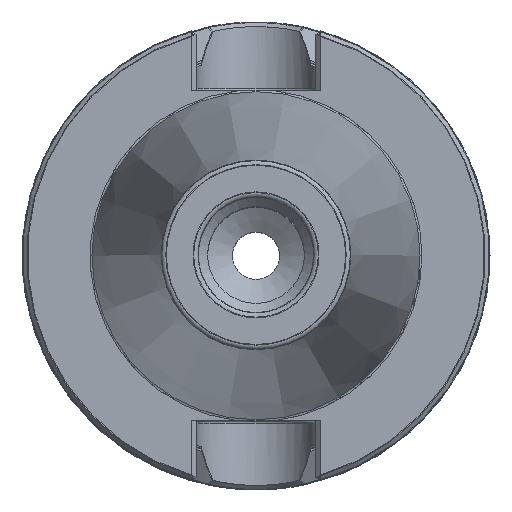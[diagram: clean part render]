
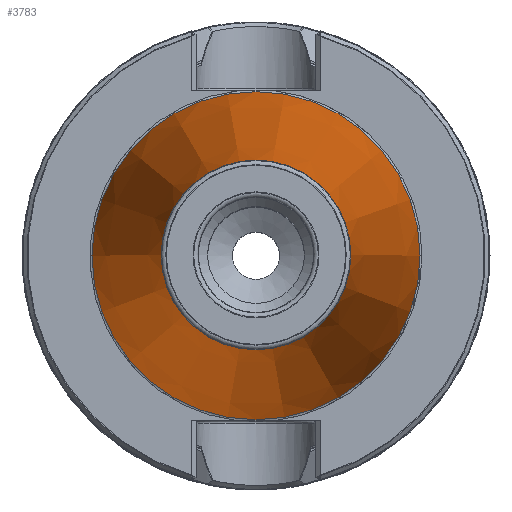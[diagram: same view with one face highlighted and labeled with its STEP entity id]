
A CAD part, top view. The second image highlights one B-rep face of the part: STEP entity #3783.
In plain terms, the highlighted conical face has half-angle 8.297 degrees and reference radius 35.075 mm.
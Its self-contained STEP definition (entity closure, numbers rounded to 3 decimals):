
#455=CONICAL_SURFACE('',#4071,35.075,0.145);
#866=ORIENTED_EDGE('',*,*,#1347,.T.);
#867=ORIENTED_EDGE('',*,*,#1348,.T.);
#1347=EDGE_CURVE('',#1638,#1638,#1827,.F.);
#1348=EDGE_CURVE('',#1639,#1639,#1828,.T.);
#1638=VERTEX_POINT('',#5629);
#1639=VERTEX_POINT('',#5632);
#1827=CIRCLE('',#4070,20.325);
#1828=CIRCLE('',#4072,35.162);
#2051=EDGE_LOOP('',(#866));
#2052=EDGE_LOOP('',(#867));
#2309=FACE_BOUND('',#2051,.T.);
#2310=FACE_BOUND('',#2052,.T.);
#3783=ADVANCED_FACE('',(#2309,#2310),#455,.T.);
#4070=AXIS2_PLACEMENT_3D('',#5628,#4668,#4669);
#4071=AXIS2_PLACEMENT_3D('',#5630,#4670,#4671);
#4072=AXIS2_PLACEMENT_3D('',#5631,#4672,#4673);
#4668=DIRECTION('',(0.,0.,1.));
#4669=DIRECTION('',(1.,0.,0.));
#4670=DIRECTION('',(0.,0.,-1.));
#4671=DIRECTION('',(-1.,0.,0.));
#4672=DIRECTION('',(0.,0.,1.));
#4673=DIRECTION('',(1.,0.,0.));
#5628=CARTESIAN_POINT('',(0.,0.,101.144));
#5629=CARTESIAN_POINT('',(20.325,0.,101.144));
#5630=CARTESIAN_POINT('',(0.,0.,0.));
#5631=CARTESIAN_POINT('',(0.,0.,-0.6));
#5632=CARTESIAN_POINT('',(35.162,0.,-0.6));
